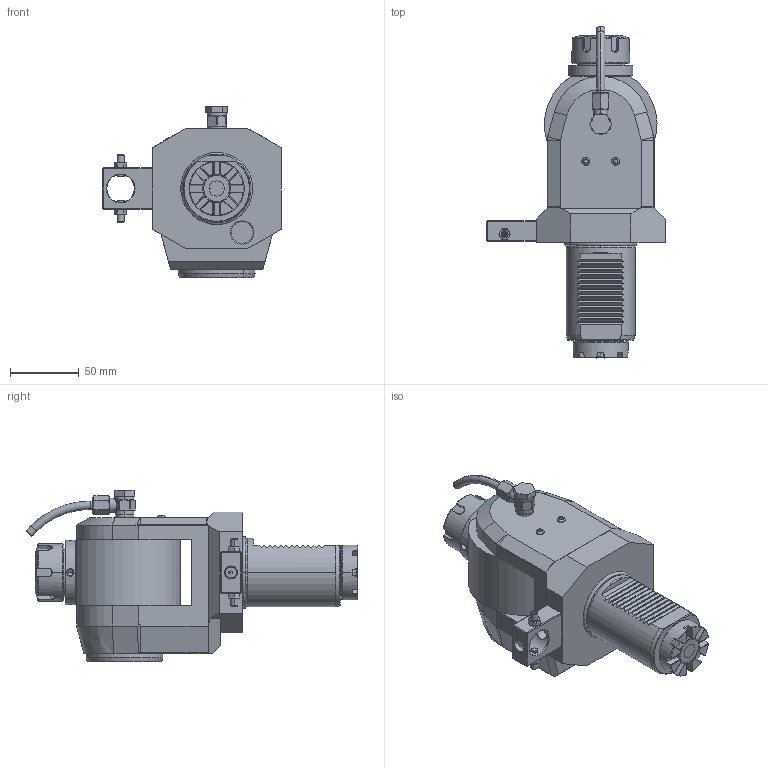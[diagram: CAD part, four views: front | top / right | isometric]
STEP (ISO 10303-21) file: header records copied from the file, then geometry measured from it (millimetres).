
FILE_DESCRIPTION((''),'2;1');
FILE_NAME('NGT1_50_541_25_1_2','2023-05-08T',('vali'),('NOVA GRUP'),'PRO/ENGINEER BY PARAMETRIC TECHNOLOGY CORPORATION, 2010280','PRO/ENGINEER BY PARAMETRIC TECHNOLOGY CORPORATION, 2010280','');
FILE_SCHEMA(('CONFIG_CONTROL_DESIGN'));
Length unit declared in the file: millimetre
Products named in the file (1): NGT1_50_541_25_1_2
Bounding box: 130 x 241.67 x 124.9 mm (x, y, z)
Volume: 1021910.1 mm3; surface area: 94157.8 mm2
Topology: 1 solids, 3 shells, 689 faces, 1753 edges, 1081 vertices
Faces by surface type: plane 307, cylinder 144, cone 101, bspline 98, torus 39
Entity records: 29559 total; most frequent: CARTESIAN_POINT 14123, ORIENTED_EDGE 3462, DIRECTION 2772, EDGE_CURVE 1731, VERTEX_POINT 1081, AXIS2_PLACEMENT_3D 991, VECTOR 790, LINE 790
